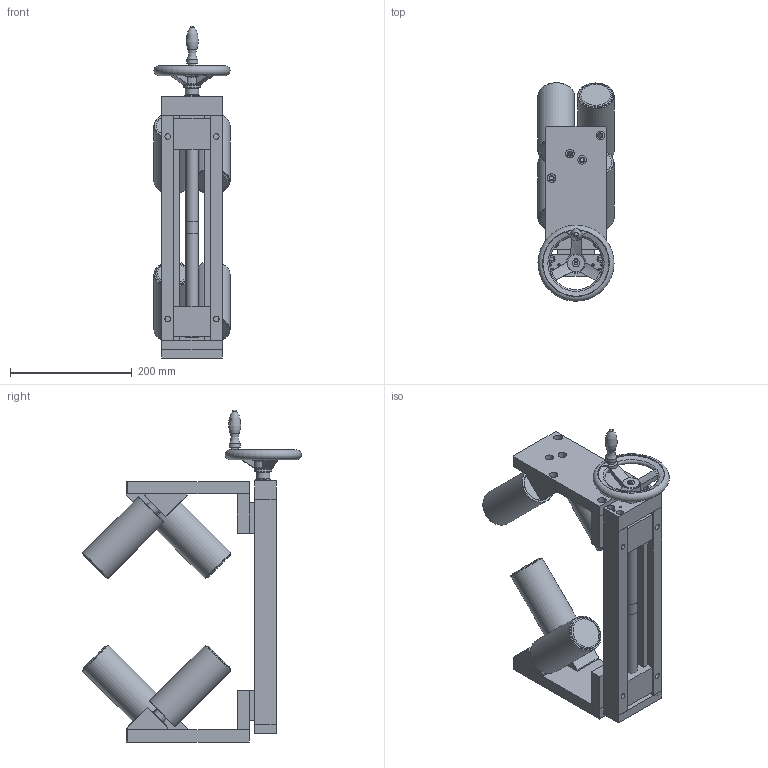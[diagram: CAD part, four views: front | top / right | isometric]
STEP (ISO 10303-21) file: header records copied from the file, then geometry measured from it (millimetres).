
FILE_DESCRIPTION (( 'STEP AP214' ), '1' );
FILE_NAME ('200318 STEP 3-400327-00_0767.STEP', '2020-03-18T09:12:45', ( '' ), ( '' ), 'SwSTEP 2.0', 'SolidWorks 2020', '' );
FILE_SCHEMA (( 'AUTOMOTIVE_DESIGN' ));
Length unit declared in the file: millimetre
Products named in the file (1): 200318 STEP 3-400327-00_0767
Bounding box: 125 x 359.32 x 545.55 mm (x, y, z)
Surface area: 505405.9 mm2 (no closed solid volume)
Topology: 0 solids, 37 shells, 252 faces, 738 edges, 516 vertices
Faces by surface type: plane 137, cylinder 78, cone 20, torus 16, sphere 1
Full cylindrical faces by diameter (mm): 4 x8, 5 x1, 6.5 x4, 9 x4, 11 x8, 12 x1, 14 x14, 15 x4, 18 x1, 19 x2, 20 x3, 22 x5, 24 x1, 28 x2, 52 x5, 60 x4, 109 x2
Entity records: 10958 total; most frequent: CARTESIAN_POINT 1864, DIRECTION 1314, ORIENTED_EDGE 985, EDGE_CURVE 612, AXIS2_PLACEMENT_3D 499, VERTEX_POINT 491, EDGE_LOOP 467, FACE_OUTER_BOUND 334
